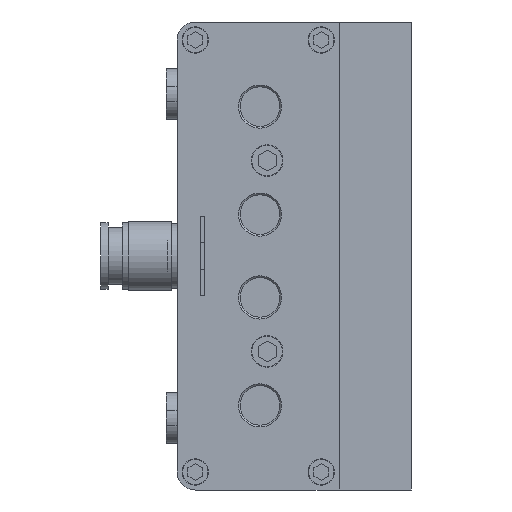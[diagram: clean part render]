
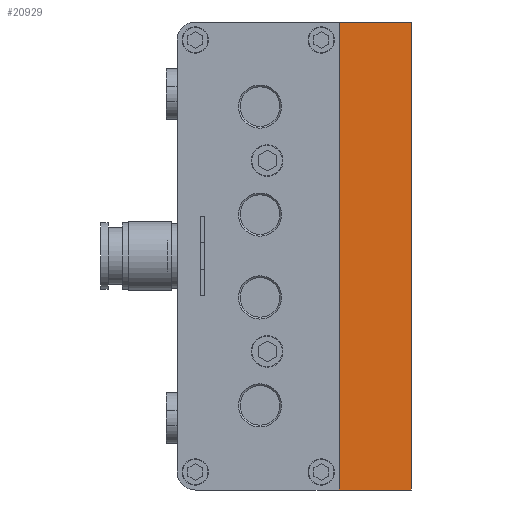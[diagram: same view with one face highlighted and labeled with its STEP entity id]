
A CAD part, left-side view. The second image highlights one B-rep face of the part: STEP entity #20929.
In plain terms, the highlighted planar face has unit normal (-1, 0, 0).
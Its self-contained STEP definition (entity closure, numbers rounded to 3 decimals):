
#1644 = ORIENTED_EDGE ( 'NONE', *, *, #27435, .F. ) ;
#3331 = CARTESIAN_POINT ( 'NONE',  ( -545., 0., 65. ) ) ;
#4953 = VECTOR ( 'NONE', #14912, 1000. ) ;
#6184 = LINE ( 'NONE', #3331, #4953 ) ;
#7687 = VECTOR ( 'NONE', #10319, 1000. ) ;
#8270 = CARTESIAN_POINT ( 'NONE',  ( -545., -20., 65. ) ) ;
#8287 = ORIENTED_EDGE ( 'NONE', *, *, #37212, .T. ) ;
#9749 = LINE ( 'NONE', #21329, #31284 ) ;
#9760 = CARTESIAN_POINT ( 'NONE',  ( -545., 0., -65. ) ) ;
#10319 = DIRECTION ( 'NONE',  ( 0., 1., 0. ) ) ;
#12484 = VERTEX_POINT ( 'NONE', #9760 ) ;
#12999 = VECTOR ( 'NONE', #22117, 1000. ) ;
#13725 = ORIENTED_EDGE ( 'NONE', *, *, #25818, .F. ) ;
#13810 = FACE_OUTER_BOUND ( 'NONE', #32189, .T. ) ;
#14912 = DIRECTION ( 'NONE',  ( 0., 0., -1. ) ) ;
#15074 = DIRECTION ( 'NONE',  ( 0., 1., 0. ) ) ;
#16211 = CARTESIAN_POINT ( 'NONE',  ( -545., -20., 65. ) ) ;
#17060 = VERTEX_POINT ( 'NONE', #29392 ) ;
#19276 = LINE ( 'NONE', #8270, #12999 ) ;
#20929 = ADVANCED_FACE ( 'NONE', ( #13810 ), #22150, .F. ) ;
#21329 = CARTESIAN_POINT ( 'NONE',  ( -545., -20., -65. ) ) ;
#21726 = VERTEX_POINT ( 'NONE', #30248 ) ;
#21967 = CARTESIAN_POINT ( 'NONE',  ( -545., -20., 65. ) ) ;
#22117 = DIRECTION ( 'NONE',  ( 0., 0., -1. ) ) ;
#22150 = PLANE ( 'NONE',  #32598 ) ;
#22344 = DIRECTION ( 'NONE',  ( 1., 0., 0. ) ) ;
#25818 = EDGE_CURVE ( 'NONE', #29525, #17060, #19276, .T. ) ;
#26710 = CARTESIAN_POINT ( 'NONE',  ( -545., -20., 65. ) ) ;
#27435 = EDGE_CURVE ( 'NONE', #17060, #12484, #9749, .T. ) ;
#29392 = CARTESIAN_POINT ( 'NONE',  ( -545., -20., -65. ) ) ;
#29525 = VERTEX_POINT ( 'NONE', #26710 ) ;
#30248 = CARTESIAN_POINT ( 'NONE',  ( -545., 0., 65. ) ) ;
#31284 = VECTOR ( 'NONE', #15074, 1000. ) ;
#32189 = EDGE_LOOP ( 'NONE', ( #33514, #1644, #13725, #8287 ) ) ;
#32598 = AXIS2_PLACEMENT_3D ( 'NONE', #21967, #22344, #33947 ) ;
#33514 = ORIENTED_EDGE ( 'NONE', *, *, #35276, .T. ) ;
#33947 = DIRECTION ( 'NONE',  ( 0., 0., -1. ) ) ;
#35276 = EDGE_CURVE ( 'NONE', #21726, #12484, #6184, .T. ) ;
#36348 = LINE ( 'NONE', #16211, #7687 ) ;
#37212 = EDGE_CURVE ( 'NONE', #29525, #21726, #36348, .T. ) ;
